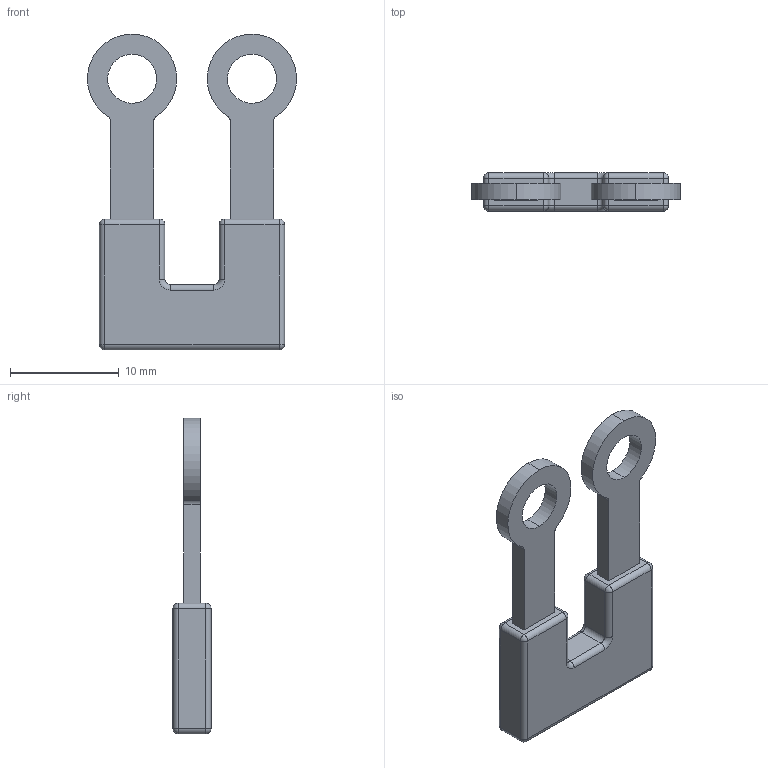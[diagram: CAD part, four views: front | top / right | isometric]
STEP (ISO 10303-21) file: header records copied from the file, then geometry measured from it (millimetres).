
FILE_DESCRIPTION(('CATIA V5 STEP Exchange','CAx-IF Rec.Pracs.--- Model Styling and Organization---1.4--- 2014-01-23'),'2;1');
FILE_NAME ('D1463468_0', '2020-07-28T05:09:45+00:00', ('none'), ('Weidmueller'), 'CATIA Version 5-6 Release 2016 SP3 HF44', 'CATIA V5 STEP AP214', 'none');
FILE_SCHEMA(('AUTOMOTIVE_DESIGN { 1 0 10303 214 1 1 1 1 }'));
Length unit declared in the file: millimetre
Products named in the file (1): 2615140000
Bounding box: 19.2 x 3.5 x 29 mm (x, y, z)
Volume: 819.4 mm3; surface area: 1023 mm2
Topology: 3 solids, 3 shells, 72 faces, 170 edges, 92 vertices
Faces by surface type: cylinder 36, plane 20, sphere 12, torus 4
Entity records: 1930 total; most frequent: CARTESIAN_POINT 353, ORIENTED_EDGE 316, DIRECTION 294, EDGE_CURVE 158, AXIS2_PLACEMENT_3D 143, VERTEX_POINT 92, VECTOR 82, LINE 82
